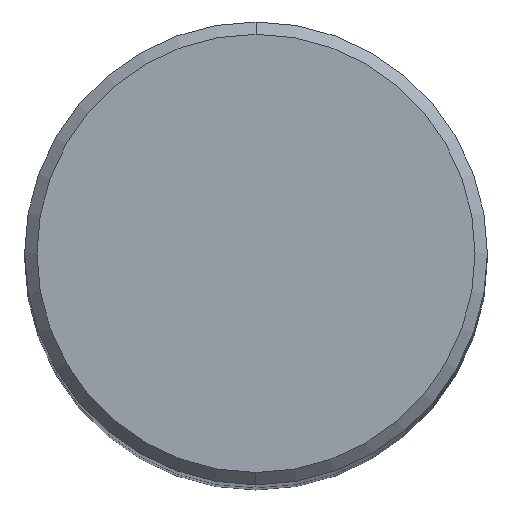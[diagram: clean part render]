
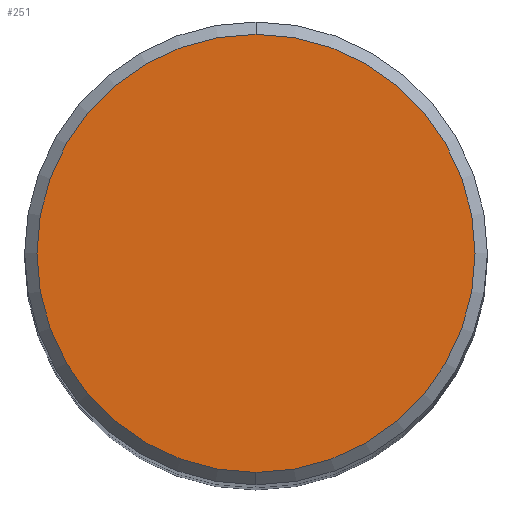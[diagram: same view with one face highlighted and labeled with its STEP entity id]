
A CAD part, top view. The second image highlights one B-rep face of the part: STEP entity #251.
In plain terms, the highlighted planar face has unit normal (0, 0, 1).
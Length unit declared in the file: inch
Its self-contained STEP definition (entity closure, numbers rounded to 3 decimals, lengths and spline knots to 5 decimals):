
#66 = PLANE ( 'NONE',  #120 ) ;
#88 = CARTESIAN_POINT ( 'NONE',  ( 0., 0.355, 0. ) ) ;
#108 = CARTESIAN_POINT ( 'NONE',  ( 0., 0., 0. ) ) ;
#119 = EDGE_CURVE ( 'NONE', #288, #334, #383, .T. ) ;
#120 = AXIS2_PLACEMENT_3D ( 'NONE', #172, #361, #332 ) ;
#157 = DIRECTION ( 'NONE',  ( 0., 0., 1. ) ) ;
#163 = EDGE_LOOP ( 'NONE', ( #316, #299 ) ) ;
#165 = CARTESIAN_POINT ( 'NONE',  ( 0., -0.355, 0. ) ) ;
#172 = CARTESIAN_POINT ( 'NONE',  ( 0., 0.355, 0. ) ) ;
#198 = CIRCLE ( 'NONE', #415, 0.355 ) ;
#204 = DIRECTION ( 'NONE',  ( 0., -1., 0. ) ) ;
#236 = EDGE_CURVE ( 'NONE', #334, #288, #198, .T. ) ;
#237 = DIRECTION ( 'NONE',  ( 0., 0., 1. ) ) ;
#251 = ADVANCED_FACE ( 'NONE', ( #374 ), #66, .F. ) ;
#258 = CARTESIAN_POINT ( 'NONE',  ( 0., 0., 0. ) ) ;
#270 = AXIS2_PLACEMENT_3D ( 'NONE', #258, #157, #390 ) ;
#288 = VERTEX_POINT ( 'NONE', #165 ) ;
#299 = ORIENTED_EDGE ( 'NONE', *, *, #119, .T. ) ;
#316 = ORIENTED_EDGE ( 'NONE', *, *, #236, .T. ) ;
#332 = DIRECTION ( 'NONE',  ( 0., 1., 0. ) ) ;
#334 = VERTEX_POINT ( 'NONE', #88 ) ;
#361 = DIRECTION ( 'NONE',  ( 0., 0., -1. ) ) ;
#374 = FACE_OUTER_BOUND ( 'NONE', #163, .T. ) ;
#383 = CIRCLE ( 'NONE', #270, 0.355 ) ;
#390 = DIRECTION ( 'NONE',  ( 0., -1., 0. ) ) ;
#415 = AXIS2_PLACEMENT_3D ( 'NONE', #108, #237, #204 ) ;
